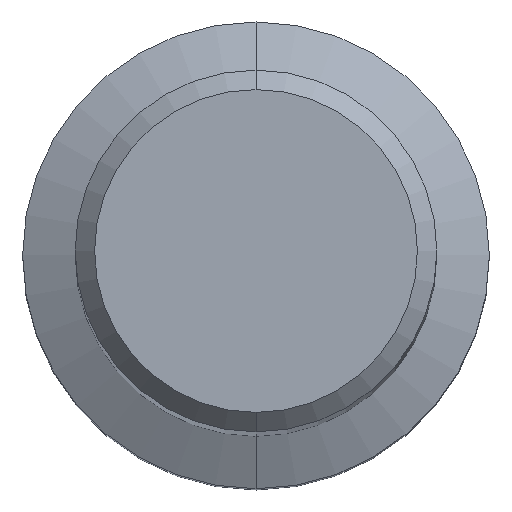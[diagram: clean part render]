
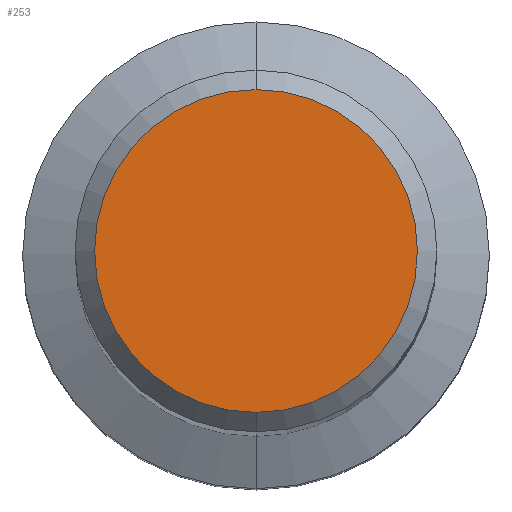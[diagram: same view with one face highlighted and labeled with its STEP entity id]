
A CAD part, top view. The second image highlights one B-rep face of the part: STEP entity #253.
In plain terms, the highlighted planar face has unit normal (0, 0, 1).
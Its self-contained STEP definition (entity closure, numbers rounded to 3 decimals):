
#241=VERTEX_POINT('',#602);
#253=ADVANCED_FACE('',(#616),#617,.T.);
#407=EDGE_CURVE('',#513,#241,#785,.T.);
#513=VERTEX_POINT('',#901);
#525=EDGE_CURVE('',#241,#513,#915,.T.);
#602=CARTESIAN_POINT('',(0.0,4.15,0.0));
#616=FACE_OUTER_BOUND('',#1094,.T.);
#617=PLANE('',#1095);
#785=CIRCLE('',#1413,4.15);
#901=CARTESIAN_POINT('',(0.,-4.15,0.0));
#915=CIRCLE('',#1625,4.15);
#1094=EDGE_LOOP('',(#1725,#1726));
#1095=AXIS2_PLACEMENT_3D('',#1727,#1728,#1729);
#1413=AXIS2_PLACEMENT_3D('',#1904,#1905,#1906);
#1625=AXIS2_PLACEMENT_3D('',#2059,#2060,#2061);
#1725=ORIENTED_EDGE('',*,*,#525,.F.);
#1726=ORIENTED_EDGE('',*,*,#407,.F.);
#1727=CARTESIAN_POINT('',(0.0,2.075,0.0));
#1728=DIRECTION('',(-0.0,0.0,1.0));
#1729=DIRECTION('',(0.0,-1.0,0.0));
#1904=CARTESIAN_POINT('',(0.0,0.0,0.0));
#1905=DIRECTION('',(0.0,0.0,-1.0));
#1906=DIRECTION('',(0.0,1.0,0.0));
#2059=CARTESIAN_POINT('',(0.0,0.0,0.0));
#2060=DIRECTION('',(0.0,0.0,-1.0));
#2061=DIRECTION('',(0.0,1.0,0.0));
